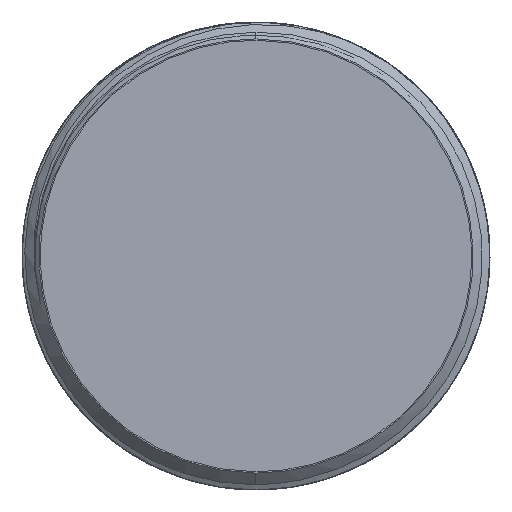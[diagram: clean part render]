
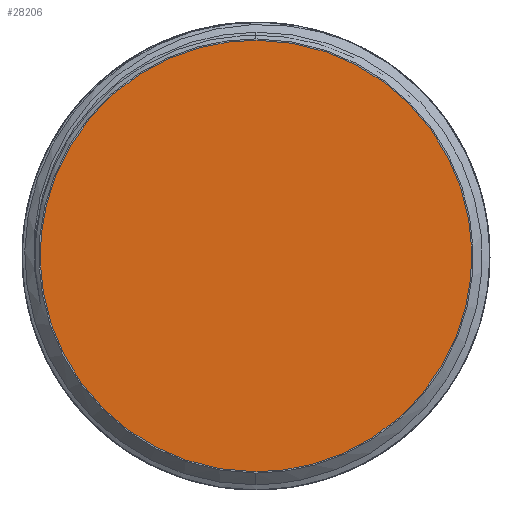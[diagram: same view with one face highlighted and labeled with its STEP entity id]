
A CAD part, front view. The second image highlights one B-rep face of the part: STEP entity #28206.
In plain terms, the highlighted free-form (B-spline) face has degree [1, 1] with [2, 2] control points.
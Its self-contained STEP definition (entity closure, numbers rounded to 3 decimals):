
#28138=CARTESIAN_POINT('',(0.,26.5,8.3));
#28139=VERTEX_POINT('',#28138);
#28145=CARTESIAN_POINT('',(0.,26.5,-8.3));
#28146=VERTEX_POINT('',#28145);
#28147=CARTESIAN_POINT('',(0.,26.5,8.3));
#28148=CARTESIAN_POINT('',(8.3,26.5,8.3));
#28149=CARTESIAN_POINT('',(8.3,26.5,0.));
#28150=CARTESIAN_POINT('',(8.3,26.5,-8.3));
#28151=CARTESIAN_POINT('',(0.,26.5,-8.3));
#28152=(BOUNDED_CURVE()B_SPLINE_CURVE(2,(#28147,#28148,#28149,#28150,#28151),.CIRCULAR_ARC.,.F.,.U.)B_SPLINE_CURVE_WITH_KNOTS((3,2,3),(0.,0.5,1.),.UNSPECIFIED.)CURVE()GEOMETRIC_REPRESENTATION_ITEM()RATIONAL_B_SPLINE_CURVE((1.,0.707,1.,0.707,1.))REPRESENTATION_ITEM(''));
#28153=EDGE_CURVE('',#28139,#28146,#28152,.T.);
#28184=CARTESIAN_POINT('',(0.,26.5,-8.3));
#28185=CARTESIAN_POINT('',(-8.3,26.5,-8.3));
#28186=CARTESIAN_POINT('',(-8.3,26.5,0.));
#28187=CARTESIAN_POINT('',(-8.3,26.5,8.3));
#28188=CARTESIAN_POINT('',(0.,26.5,8.3));
#28189=(BOUNDED_CURVE()B_SPLINE_CURVE(2,(#28184,#28185,#28186,#28187,#28188),.CIRCULAR_ARC.,.F.,.U.)B_SPLINE_CURVE_WITH_KNOTS((3,2,3),(0.,0.5,1.),.UNSPECIFIED.)CURVE()GEOMETRIC_REPRESENTATION_ITEM()RATIONAL_B_SPLINE_CURVE((1.,0.707,1.,0.707,1.))REPRESENTATION_ITEM(''));
#28190=EDGE_CURVE('',#28146,#28139,#28189,.T.);
#28197=CARTESIAN_POINT('',(-33.981,26.5,23.476));
#28198=CARTESIAN_POINT('',(33.981,26.5,23.476));
#28199=CARTESIAN_POINT('',(-33.981,26.5,-44.486));
#28200=CARTESIAN_POINT('',(33.981,26.5,-44.486));
#28201=B_SPLINE_SURFACE_WITH_KNOTS('',1,1,((#28197,#28198),(#28199,#28200)),.PLANE_SURF.,.F.,.F.,.U.,(2,2),(2,2),(0.,1.),(0.,1.),.UNSPECIFIED.);
#28202=ORIENTED_EDGE('',*,*,#28190,.F.);
#28203=ORIENTED_EDGE('',*,*,#28153,.F.);
#28204=EDGE_LOOP('',(#28202,#28203));
#28205=FACE_OUTER_BOUND('',#28204,.T.);
#28206=ADVANCED_FACE('',(#28205),#28201,.T.);
